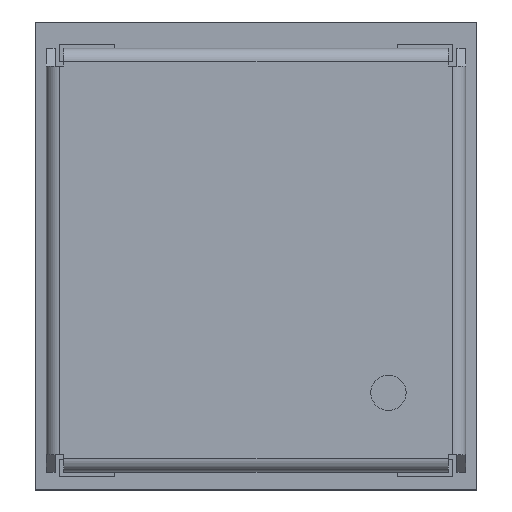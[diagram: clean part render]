
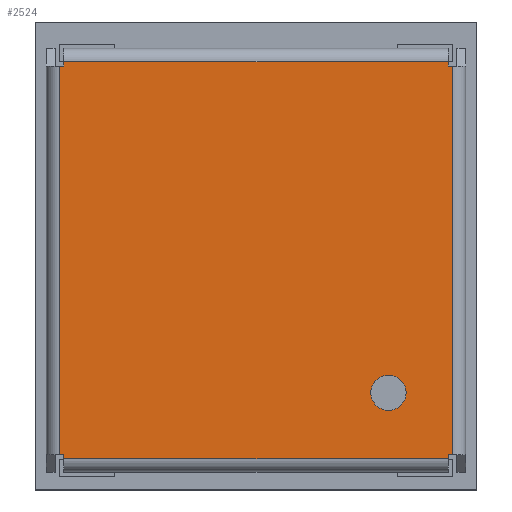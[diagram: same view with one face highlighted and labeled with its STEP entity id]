
A CAD part, top view. The second image highlights one B-rep face of the part: STEP entity #2524.
In plain terms, the highlighted planar face has unit normal (0, 0, 1).
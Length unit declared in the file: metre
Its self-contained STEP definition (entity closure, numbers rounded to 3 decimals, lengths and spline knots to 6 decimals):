
#2524=ADVANCED_FACE('',(#4490,#4491),#4492,.T.);
#4490=FACE_OUTER_BOUND('',#6334,.T.);
#4491=FACE_BOUND('',#6335,.T.);
#4492=PLANE('',#6336);
#6334=EDGE_LOOP('',(#9204,#9205,#9206,#9207,#9208,#9209,#9210,#9211,#9212,#9213,#9214,#9215));
#6335=EDGE_LOOP('',(#9216));
#6336=AXIS2_PLACEMENT_3D('',#9217,#9218,#9219);
#9204=ORIENTED_EDGE('',*,*,#12764,.T.);
#9205=ORIENTED_EDGE('',*,*,#12210,.T.);
#9206=ORIENTED_EDGE('',*,*,#12765,.T.);
#9207=ORIENTED_EDGE('',*,*,#12766,.T.);
#9208=ORIENTED_EDGE('',*,*,#12767,.T.);
#9209=ORIENTED_EDGE('',*,*,#12723,.T.);
#9210=ORIENTED_EDGE('',*,*,#12768,.T.);
#9211=ORIENTED_EDGE('',*,*,#12527,.T.);
#9212=ORIENTED_EDGE('',*,*,#12769,.T.);
#9213=ORIENTED_EDGE('',*,*,#12571,.T.);
#9214=ORIENTED_EDGE('',*,*,#12038,.T.);
#9215=ORIENTED_EDGE('',*,*,#12770,.T.);
#9216=ORIENTED_EDGE('',*,*,#12428,.T.);
#9217=CARTESIAN_POINT('',(-0.0004,-0.0024,0.0002));
#9218=DIRECTION('',(0.,0.,1.));
#9219=DIRECTION('',(1.,0.,0.));
#12038=EDGE_CURVE('',#13931,#13929,#13932,.T.);
#12210=EDGE_CURVE('',#14215,#14220,#14222,.T.);
#12428=EDGE_CURVE('',#14570,#14570,#14571,.T.);
#12527=EDGE_CURVE('',#14710,#14718,#14720,.T.);
#12571=EDGE_CURVE('',#14788,#13931,#14789,.T.);
#12723=EDGE_CURVE('',#14997,#14995,#14998,.T.);
#12764=EDGE_CURVE('',#15052,#14215,#15053,.T.);
#12765=EDGE_CURVE('',#14220,#15054,#15055,.T.);
#12766=EDGE_CURVE('',#15054,#15056,#15057,.T.);
#12767=EDGE_CURVE('',#15056,#14997,#15058,.T.);
#12768=EDGE_CURVE('',#14995,#14710,#15059,.T.);
#12769=EDGE_CURVE('',#14718,#14788,#15060,.T.);
#12770=EDGE_CURVE('',#13929,#15052,#15061,.T.);
#13929=VERTEX_POINT('',#16576);
#13931=VERTEX_POINT('',#16579);
#13932=LINE('',#16580,#16581);
#14215=VERTEX_POINT('',#16991);
#14220=VERTEX_POINT('',#16998);
#14222=LINE('',#17001,#17002);
#14570=VERTEX_POINT('',#17513);
#14571=CIRCLE('',#17514,0.0004);
#14710=VERTEX_POINT('',#17718);
#14718=VERTEX_POINT('',#17728);
#14720=LINE('',#17731,#17732);
#14788=VERTEX_POINT('',#17832);
#14789=LINE('',#17833,#17834);
#14995=VERTEX_POINT('',#18142);
#14997=VERTEX_POINT('',#18144);
#14998=LINE('',#18145,#18146);
#15052=VERTEX_POINT('',#18224);
#15053=LINE('',#18225,#18226);
#15054=VERTEX_POINT('',#18227);
#15055=LINE('',#18228,#18229);
#15056=VERTEX_POINT('',#18230);
#15057=LINE('',#18231,#18232);
#15058=LINE('',#18233,#18234);
#15059=LINE('',#18235,#18236);
#15060=LINE('',#18237,#18238);
#15061=LINE('',#18239,#18240);
#16576=CARTESIAN_POINT('',(0.,-0.002,0.0002));
#16579=CARTESIAN_POINT('',(-0.0001,-0.002,0.0002));
#16580=CARTESIAN_POINT('',(-0.0008,-0.002,0.0002));
#16581=VECTOR('',#19655,1.);
#16991=CARTESIAN_POINT('',(0.0088,-0.0021,0.0002));
#16998=CARTESIAN_POINT('',(0.0088,-0.002,0.0002));
#17001=CARTESIAN_POINT('',(0.0088,-0.0028,0.0002));
#17002=VECTOR('',#19798,1.);
#17513=CARTESIAN_POINT('',(0.0018,-0.00065,0.0002));
#17514=AXIS2_PLACEMENT_3D('',#19965,#19966,#19967);
#17718=CARTESIAN_POINT('',(0.,0.0068,0.0002));
#17728=CARTESIAN_POINT('',(0.,0.0067,0.0002));
#17731=CARTESIAN_POINT('',(0.,0.0075,0.0002));
#17732=VECTOR('',#20051,1.);
#17832=CARTESIAN_POINT('',(-0.0001,0.0067,0.0002));
#17833=CARTESIAN_POINT('',(-0.0001,-0.0024,0.0002));
#17834=VECTOR('',#20084,1.);
#18142=CARTESIAN_POINT('',(0.0088,0.0068,0.0002));
#18144=CARTESIAN_POINT('',(0.0088,0.0067,0.0002));
#18145=CARTESIAN_POINT('',(0.0088,0.0067,0.0002));
#18146=VECTOR('',#20199,1.);
#18224=CARTESIAN_POINT('',(0.,-0.0021,0.0002));
#18225=CARTESIAN_POINT('',(0.0092,-0.0021,0.0002));
#18226=VECTOR('',#20236,1.);
#18227=CARTESIAN_POINT('',(0.0089,-0.002,0.0002));
#18228=CARTESIAN_POINT('',(0.0088,-0.002,0.0002));
#18229=VECTOR('',#20237,1.);
#18230=CARTESIAN_POINT('',(0.0089,0.0067,0.0002));
#18231=CARTESIAN_POINT('',(0.0089,0.0071,0.0002));
#18232=VECTOR('',#20238,1.);
#18233=CARTESIAN_POINT('',(0.0096,0.0067,0.0002));
#18234=VECTOR('',#20239,1.);
#18235=CARTESIAN_POINT('',(-0.0004,0.0068,0.0002));
#18236=VECTOR('',#20240,1.);
#18237=CARTESIAN_POINT('',(0.,0.0067,0.0002));
#18238=VECTOR('',#20241,1.);
#18239=CARTESIAN_POINT('',(0.,-0.002,0.0002));
#18240=VECTOR('',#20242,1.);
#19655=DIRECTION('',(1.,0.,0.));
#19798=DIRECTION('',(0.,1.,0.));
#19965=CARTESIAN_POINT('',(0.0014,-0.00065,0.0002));
#19966=DIRECTION('',(0.,0.,-1.));
#19967=DIRECTION('',(1.,0.,0.));
#20051=DIRECTION('',(0.,-1.,0.));
#20084=DIRECTION('',(0.,-1.,0.));
#20199=DIRECTION('',(0.,1.,0.));
#20236=DIRECTION('',(1.,0.,0.));
#20237=DIRECTION('',(1.,0.,0.));
#20238=DIRECTION('',(0.,1.,0.));
#20239=DIRECTION('',(-1.,0.,0.));
#20240=DIRECTION('',(-1.,0.,0.));
#20241=DIRECTION('',(-1.,0.,0.));
#20242=DIRECTION('',(0.,-1.,0.));
